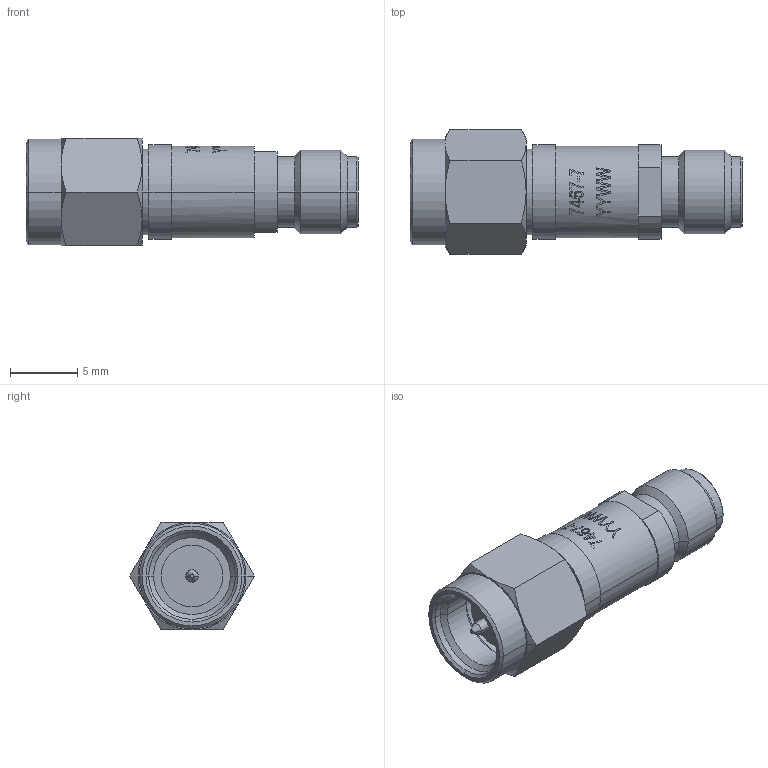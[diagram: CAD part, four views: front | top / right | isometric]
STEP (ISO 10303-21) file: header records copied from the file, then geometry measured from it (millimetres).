
FILE_DESCRIPTION (( 'STEP AP214' ), '1' );
FILE_NAME ('FMAT7467-7_3D.step', '2023-05-03T14:58:58', ( '' ), ( '' ), 'SwSTEP 2.0', 'SolidWorks 2022', '' );
FILE_SCHEMA (( 'AUTOMOTIVE_DESIGN' ));
Length unit declared in the file: inch
Products named in the file (3): FMAT7467-7_3D; SMA MALE^FMAT7467-7; SMA FEMALE^FMAT7467-7
Assembly tree (2 placements, depth 2):
  FMAT7467-7_3D
    SMA MALE^FMAT7467-7
    SMA FEMALE^FMAT7467-7
Bounding box: 24.6 x 9.24 x 8 mm (x, y, z)
Volume: 906.7 mm3; surface area: 934.5 mm2
Topology: 2 solids, 2 shells, 115 faces, 329 edges, 240 vertices
Faces by surface type: cylinder 49, cone 40, plane 26
Entity records: 4616 total; most frequent: CARTESIAN_POINT 1323, ORIENTED_EDGE 658, DIRECTION 625, EDGE_CURVE 329, AXIS2_PLACEMENT_3D 263, VERTEX_POINT 240, CIRCLE 143, EDGE_LOOP 137
